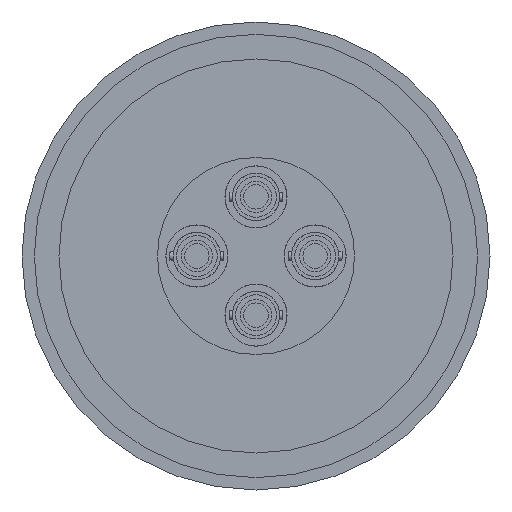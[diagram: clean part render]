
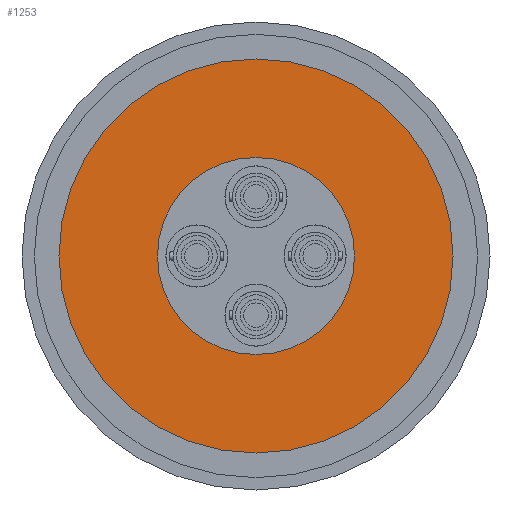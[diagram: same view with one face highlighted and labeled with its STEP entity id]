
A CAD part, front view. The second image highlights one B-rep face of the part: STEP entity #1253.
In plain terms, the highlighted planar face has unit normal (0, -1, 0).
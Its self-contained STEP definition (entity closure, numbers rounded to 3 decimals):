
#265 = ORIENTED_EDGE ( 'NONE', *, *, #1698, .F. ) ;
#319 = AXIS2_PLACEMENT_3D ( 'NONE', #1079, #1491, #613 ) ;
#353 = VERTEX_POINT ( 'NONE', #1821 ) ;
#399 = CARTESIAN_POINT ( 'NONE',  ( 0., -12., 20. ) ) ;
#401 = CIRCLE ( 'NONE', #1204, 20. ) ;
#585 = EDGE_LOOP ( 'NONE', ( #2580, #1222 ) ) ;
#613 = DIRECTION ( 'NONE',  ( 0., 0., -1. ) ) ;
#877 = VERTEX_POINT ( 'NONE', #399 ) ;
#885 = DIRECTION ( 'NONE',  ( 0., -1., 0. ) ) ;
#1010 = EDGE_CURVE ( 'NONE', #1170, #877, #2055, .T. ) ;
#1079 = CARTESIAN_POINT ( 'NONE',  ( 0., -12., 0. ) ) ;
#1148 = EDGE_CURVE ( 'NONE', #1280, #353, #1948, .T. ) ;
#1155 = EDGE_CURVE ( 'NONE', #353, #1280, #2620, .T. ) ;
#1170 = VERTEX_POINT ( 'NONE', #1900 ) ;
#1189 = DIRECTION ( 'NONE',  ( 0., 0., -1. ) ) ;
#1204 = AXIS2_PLACEMENT_3D ( 'NONE', #2519, #2116, #2109 ) ;
#1217 = AXIS2_PLACEMENT_3D ( 'NONE', #1534, #1702, #2327 ) ;
#1222 = ORIENTED_EDGE ( 'NONE', *, *, #1148, .T. ) ;
#1253 = ADVANCED_FACE ( 'NONE', ( #2606, #2019 ), #2355, .T. ) ;
#1280 = VERTEX_POINT ( 'NONE', #2546 ) ;
#1491 = DIRECTION ( 'NONE',  ( 0., -1., 0. ) ) ;
#1534 = CARTESIAN_POINT ( 'NONE',  ( 0., -12., -40. ) ) ;
#1537 = ORIENTED_EDGE ( 'NONE', *, *, #1010, .F. ) ;
#1698 = EDGE_CURVE ( 'NONE', #877, #1170, #401, .T. ) ;
#1702 = DIRECTION ( 'NONE',  ( 0., -1., 0. ) ) ;
#1785 = CARTESIAN_POINT ( 'NONE',  ( 0., -12., 0. ) ) ;
#1821 = CARTESIAN_POINT ( 'NONE',  ( 0., -12., -40. ) ) ;
#1900 = CARTESIAN_POINT ( 'NONE',  ( 0., -12., -20. ) ) ;
#1948 = CIRCLE ( 'NONE', #2207, 40. ) ;
#2019 = FACE_OUTER_BOUND ( 'NONE', #585, .T. ) ;
#2055 = CIRCLE ( 'NONE', #2345, 20. ) ;
#2109 = DIRECTION ( 'NONE',  ( 0., 0., -1. ) ) ;
#2116 = DIRECTION ( 'NONE',  ( 0., -1., 0. ) ) ;
#2207 = AXIS2_PLACEMENT_3D ( 'NONE', #2302, #885, #2271 ) ;
#2271 = DIRECTION ( 'NONE',  ( 0., 0., -1. ) ) ;
#2302 = CARTESIAN_POINT ( 'NONE',  ( 0., -12., 0. ) ) ;
#2327 = DIRECTION ( 'NONE',  ( 0., 0., -1. ) ) ;
#2345 = AXIS2_PLACEMENT_3D ( 'NONE', #1785, #2409, #1189 ) ;
#2355 = PLANE ( 'NONE',  #1217 ) ;
#2409 = DIRECTION ( 'NONE',  ( 0., -1., 0. ) ) ;
#2519 = CARTESIAN_POINT ( 'NONE',  ( 0., -12., 0. ) ) ;
#2546 = CARTESIAN_POINT ( 'NONE',  ( 0., -12., 40. ) ) ;
#2580 = ORIENTED_EDGE ( 'NONE', *, *, #1155, .T. ) ;
#2587 = EDGE_LOOP ( 'NONE', ( #1537, #265 ) ) ;
#2606 = FACE_BOUND ( 'NONE', #2587, .T. ) ;
#2620 = CIRCLE ( 'NONE', #319, 40. ) ;
